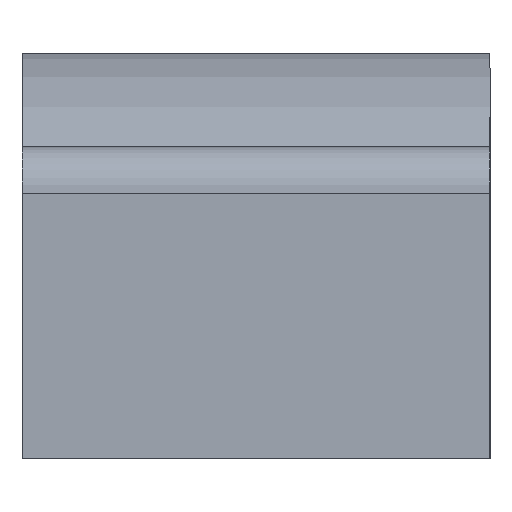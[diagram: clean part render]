
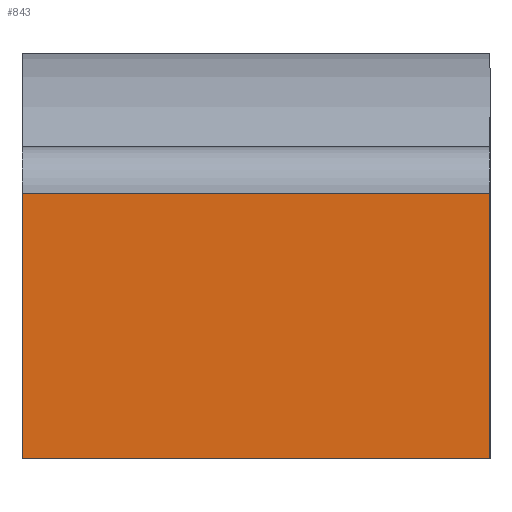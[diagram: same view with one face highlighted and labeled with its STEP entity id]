
A CAD part, left-side view. The second image highlights one B-rep face of the part: STEP entity #843.
In plain terms, the highlighted planar face has unit normal (-1, 0, 0).
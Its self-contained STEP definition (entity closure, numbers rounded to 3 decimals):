
#61=PLANE('',#923);
#105=FACE_OUTER_BOUND('',#159,.T.);
#159=EDGE_LOOP('',(#774,#775,#776,#777));
#196=LINE('',#1220,#294);
#197=LINE('',#1224,#295);
#259=LINE('',#1376,#357);
#260=LINE('',#1377,#358);
#294=VECTOR('',#974,3.);
#295=VECTOR('',#979,10.);
#357=VECTOR('',#1139,10.);
#358=VECTOR('',#1140,10.);
#408=VERTEX_POINT('',#1217);
#409=VERTEX_POINT('',#1219);
#410=VERTEX_POINT('',#1223);
#451=VERTEX_POINT('',#1375);
#487=EDGE_CURVE('',#408,#409,#196,.T.);
#489=EDGE_CURVE('',#409,#410,#197,.T.);
#563=EDGE_CURVE('',#408,#451,#259,.T.);
#564=EDGE_CURVE('',#410,#451,#260,.T.);
#774=ORIENTED_EDGE('',*,*,#487,.F.);
#775=ORIENTED_EDGE('',*,*,#563,.T.);
#776=ORIENTED_EDGE('',*,*,#564,.F.);
#777=ORIENTED_EDGE('',*,*,#489,.F.);
#843=ADVANCED_FACE('',(#105),#61,.T.);
#923=AXIS2_PLACEMENT_3D('',#1374,#1137,#1138);
#974=DIRECTION('',(0.,-1.,0.));
#979=DIRECTION('',(0.,0.,-1.));
#1137=DIRECTION('center_axis',(-1.,0.,0.));
#1138=DIRECTION('ref_axis',(0.,1.,0.));
#1139=DIRECTION('',(0.,0.,-1.));
#1140=DIRECTION('',(0.,1.,0.));
#1217=CARTESIAN_POINT('',(-30.,15.,-3.));
#1219=CARTESIAN_POINT('',(-30.,-15.,-3.));
#1220=CARTESIAN_POINT('',(-30.,0.,-3.));
#1223=CARTESIAN_POINT('',(-30.,-15.,-20.));
#1224=CARTESIAN_POINT('',(-30.,-15.,0.));
#1374=CARTESIAN_POINT('Origin',(-30.,-15.,0.));
#1375=CARTESIAN_POINT('',(-30.,15.,-20.));
#1376=CARTESIAN_POINT('',(-30.,15.,0.));
#1377=CARTESIAN_POINT('',(-30.,15.,-20.));
